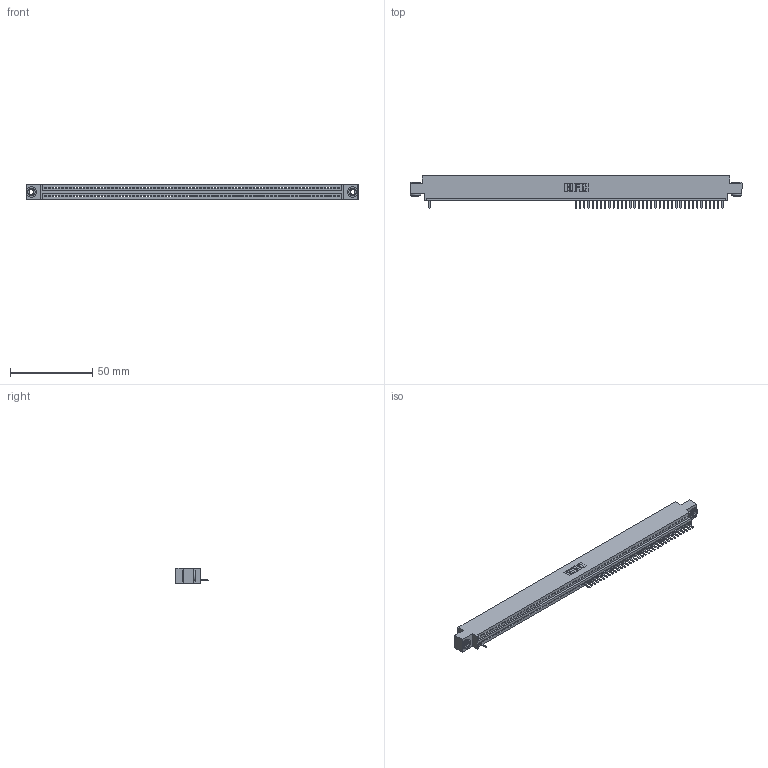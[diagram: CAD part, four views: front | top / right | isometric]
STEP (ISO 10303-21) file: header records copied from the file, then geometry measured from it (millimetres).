
FILE_DESCRIPTION (( 'STEP AP203' ), '1' );
FILE_NAME ('395-071-520-603.STEP', '2018-11-27T03:54:13', ( '' ), ( '' ), 'SwSTEP 2.0', 'SolidWorks 2016', '' );
FILE_SCHEMA (( 'CONFIG_CONTROL_DESIGN' ));
Length unit declared in the file: inch
Products named in the file (4): 345-292-001_345-293-120; 395-071-520-603; 345-250-002_345-250-002-102; 345 Part_0.170 Offset - 0.156 Dia-TH
Assembly tree (40 placements, depth 2):
  395-071-520-603
    345 Part_0.170 Offset - 0.156 Dia-TH
    345-292-001_345-293-120  x37
    345-250-002_345-250-002-102  x2
Bounding box: 201.55 x 19.68 x 9.4 mm (x, y, z)
Volume: 18791.1 mm3; surface area: 23291.2 mm2
Topology: 40 solids, 40 shells, 3006 faces, 9073 edges, 5946 vertices
Faces by surface type: plane 2124, cylinder 874, cone 8
Entity records: 49340 total; most frequent: ORIENTED_EDGE 8710, CARTESIAN_POINT 8690, DIRECTION 7527, EDGE_CURVE 4355, LINE 3911, VECTOR 3911, VERTEX_POINT 2898, AXIS2_PLACEMENT_3D 1808
